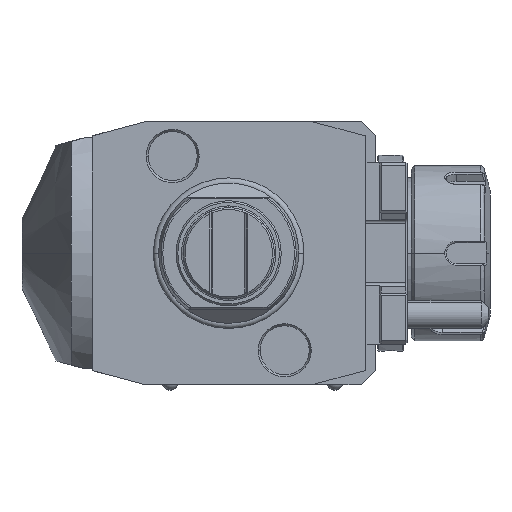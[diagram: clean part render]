
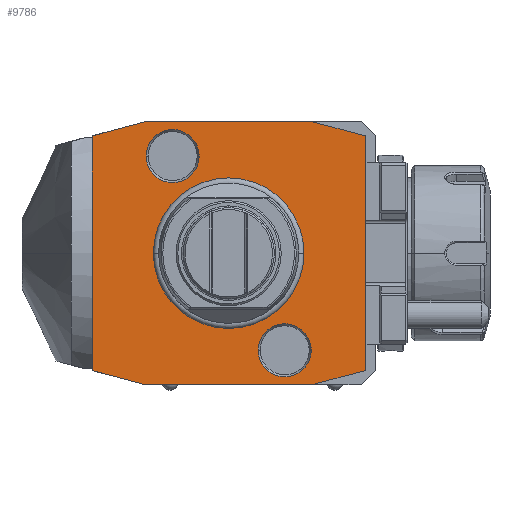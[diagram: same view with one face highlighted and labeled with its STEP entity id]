
A CAD part, front view. The second image highlights one B-rep face of the part: STEP entity #9786.
In plain terms, the highlighted planar face has unit normal (0, -1, 0).
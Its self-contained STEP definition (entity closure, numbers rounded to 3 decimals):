
#1=DIRECTION('',(0.966,0.,-0.259));
#2=VECTOR('',#1,15.529);
#3=CARTESIAN_POINT('',(-39.,0.,-33.481));
#4=LINE('',#3,#2);
#5=DIRECTION('',(0.,0.,-1.));
#6=VECTOR('',#5,66.962);
#7=CARTESIAN_POINT('',(-39.,0.,33.481));
#8=LINE('',#7,#6);
#9=DIRECTION('',(-0.966,0.,-0.259));
#10=VECTOR('',#9,15.529);
#11=CARTESIAN_POINT('',(-24.,0.,37.5));
#12=LINE('',#11,#10);
#13=DIRECTION('',(-1.,0.,0.));
#14=VECTOR('',#13,48.);
#15=CARTESIAN_POINT('',(24.,0.,37.5));
#16=LINE('',#15,#14);
#17=DIRECTION('',(-0.966,0.,0.259));
#18=VECTOR('',#17,15.529);
#19=CARTESIAN_POINT('',(39.,0.,33.481));
#20=LINE('',#19,#18);
#21=DIRECTION('',(0.,0.,1.));
#22=VECTOR('',#21,66.962);
#23=CARTESIAN_POINT('',(39.,0.,-33.481));
#24=LINE('',#23,#22);
#25=DIRECTION('',(0.966,0.,0.259));
#26=VECTOR('',#25,15.529);
#27=CARTESIAN_POINT('',(24.,0.,-37.5));
#28=LINE('',#27,#26);
#29=DIRECTION('',(1.,0.,0.));
#30=VECTOR('',#29,48.);
#31=CARTESIAN_POINT('',(-24.,0.,-37.5));
#32=LINE('',#31,#30);
#33=CARTESIAN_POINT('',(-16.,0.,27.713));
#34=DIRECTION('',(0.,1.,0.));
#35=DIRECTION('',(1.,0.,0.));
#36=AXIS2_PLACEMENT_3D('',#33,#34,#35);
#38=CARTESIAN_POINT('',(-16.,0.,27.713));
#39=DIRECTION('',(0.,1.,0.));
#40=DIRECTION('',(-1.,0.,0.));
#41=AXIS2_PLACEMENT_3D('',#38,#39,#40);
#43=CARTESIAN_POINT('',(16.,0.,-27.713));
#44=DIRECTION('',(0.,1.,0.));
#45=DIRECTION('',(1.,0.,0.));
#46=AXIS2_PLACEMENT_3D('',#43,#44,#45);
#48=CARTESIAN_POINT('',(16.,0.,-27.713));
#49=DIRECTION('',(0.,1.,0.));
#50=DIRECTION('',(-1.,0.,0.));
#51=AXIS2_PLACEMENT_3D('',#48,#49,#50);
#5503=CARTESIAN_POINT('',(0.,0.,0.));
#5504=DIRECTION('',(0.,-1.,0.));
#5505=DIRECTION('',(1.,0.,0.));
#5506=AXIS2_PLACEMENT_3D('',#5503,#5504,#5505);
#5508=CARTESIAN_POINT('',(0.,0.,0.));
#5509=DIRECTION('',(0.,-1.,0.));
#5510=DIRECTION('',(-1.,0.,0.));
#5511=AXIS2_PLACEMENT_3D('',#5508,#5509,#5510);
#8683=CARTESIAN_POINT('',(-8.423,0.,
27.713));
#8684=CARTESIAN_POINT('',(-23.577,0.,
27.713));
#8685=VERTEX_POINT('',#8683);
#8686=VERTEX_POINT('',#8684);
#8815=CARTESIAN_POINT('',(23.577,0.,
-27.713));
#8816=CARTESIAN_POINT('',(8.423,0.,
-27.713));
#8817=VERTEX_POINT('',#8815);
#8818=VERTEX_POINT('',#8816);
#9566=CARTESIAN_POINT('',(-39.,0.,-33.481));
#9567=CARTESIAN_POINT('',(-24.,0.,-37.5));
#9568=VERTEX_POINT('',#9566);
#9569=VERTEX_POINT('',#9567);
#9570=CARTESIAN_POINT('',(24.,0.,-37.5));
#9571=VERTEX_POINT('',#9570);
#9572=CARTESIAN_POINT('',(39.,0.,-33.481));
#9573=VERTEX_POINT('',#9572);
#9574=CARTESIAN_POINT('',(39.,0.,33.481));
#9575=VERTEX_POINT('',#9574);
#9576=CARTESIAN_POINT('',(24.,0.,37.5));
#9577=VERTEX_POINT('',#9576);
#9578=CARTESIAN_POINT('',(-24.,0.,37.5));
#9579=VERTEX_POINT('',#9578);
#9580=CARTESIAN_POINT('',(-39.,0.,33.481));
#9581=VERTEX_POINT('',#9580);
#9598=CARTESIAN_POINT('',(21.137,0.,0.));
#9599=CARTESIAN_POINT('',(-21.137,0.,0.));
#9600=VERTEX_POINT('',#9598);
#9601=VERTEX_POINT('',#9599);
#9745=CARTESIAN_POINT('',(0.,0.,0.));
#9746=DIRECTION('',(0.,-1.,0.));
#9747=DIRECTION('',(-1.,0.,0.));
#9748=AXIS2_PLACEMENT_3D('',#9745,#9746,#9747);
#9749=PLANE('',#9748);
#9751=ORIENTED_EDGE('',*,*,#9750,.F.);
#9753=ORIENTED_EDGE('',*,*,#9752,.F.);
#9755=ORIENTED_EDGE('',*,*,#9754,.F.);
#9757=ORIENTED_EDGE('',*,*,#9756,.F.);
#9759=ORIENTED_EDGE('',*,*,#9758,.F.);
#9761=ORIENTED_EDGE('',*,*,#9760,.F.);
#9763=ORIENTED_EDGE('',*,*,#9762,.F.);
#9765=ORIENTED_EDGE('',*,*,#9764,.F.);
#9766=EDGE_LOOP('',(#9751,#9753,#9755,#9757,#9759,#9761,#9763,#9765));
#9767=FACE_OUTER_BOUND('',#9766,.F.);
#9769=ORIENTED_EDGE('',*,*,#9768,.T.);
#9771=ORIENTED_EDGE('',*,*,#9770,.T.);
#9772=EDGE_LOOP('',(#9769,#9771));
#9773=FACE_BOUND('',#9772,.F.);
#9775=ORIENTED_EDGE('',*,*,#9774,.F.);
#9777=ORIENTED_EDGE('',*,*,#9776,.F.);
#9778=EDGE_LOOP('',(#9775,#9777));
#9779=FACE_BOUND('',#9778,.F.);
#9781=ORIENTED_EDGE('',*,*,#9780,.F.);
#9783=ORIENTED_EDGE('',*,*,#9782,.F.);
#9784=EDGE_LOOP('',(#9781,#9783));
#9785=FACE_BOUND('',#9784,.F.);
#37=CIRCLE('',#36,7.577);
#42=CIRCLE('',#41,7.577);
#47=CIRCLE('',#46,7.577);
#52=CIRCLE('',#51,7.577);
#5507=CIRCLE('',#5506,21.137);
#5512=CIRCLE('',#5511,21.137);
#9750=EDGE_CURVE('',#9568,#9569,#4,.T.);
#9752=EDGE_CURVE('',#9581,#9568,#8,.T.);
#9754=EDGE_CURVE('',#9579,#9581,#12,.T.);
#9756=EDGE_CURVE('',#9577,#9579,#16,.T.);
#9758=EDGE_CURVE('',#9575,#9577,#20,.T.);
#9760=EDGE_CURVE('',#9573,#9575,#24,.T.);
#9762=EDGE_CURVE('',#9571,#9573,#28,.T.);
#9764=EDGE_CURVE('',#9569,#9571,#32,.T.);
#9768=EDGE_CURVE('',#9600,#9601,#5507,.T.);
#9770=EDGE_CURVE('',#9601,#9600,#5512,.T.);
#9774=EDGE_CURVE('',#8685,#8686,#37,.T.);
#9776=EDGE_CURVE('',#8686,#8685,#42,.T.);
#9780=EDGE_CURVE('',#8817,#8818,#47,.T.);
#9782=EDGE_CURVE('',#8818,#8817,#52,.T.);
#9786=ADVANCED_FACE('',(#9767,#9773,#9779,#9785),#9749,.T.);
